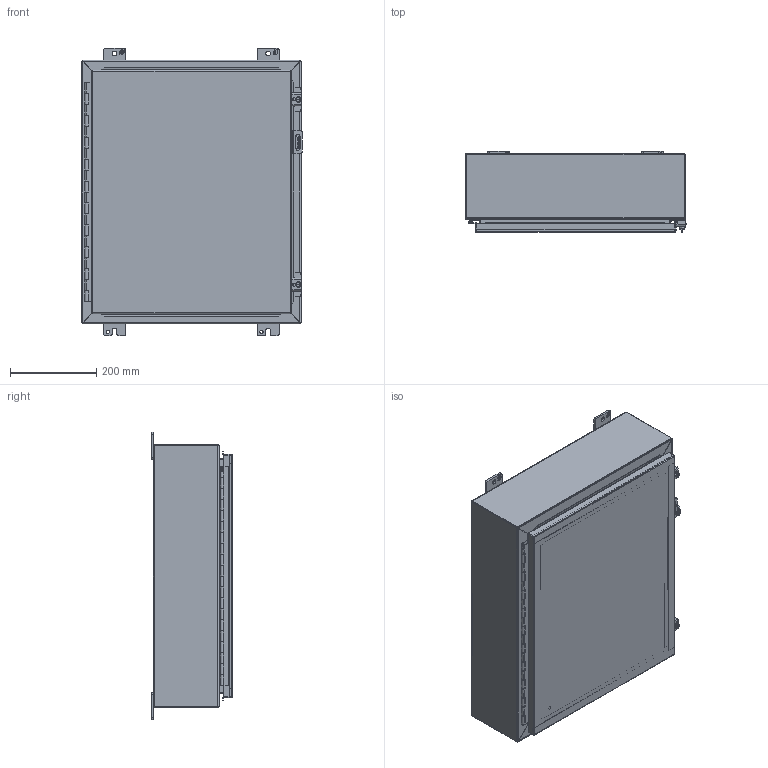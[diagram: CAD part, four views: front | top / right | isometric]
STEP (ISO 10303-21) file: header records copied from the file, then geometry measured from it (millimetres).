
FILE_DESCRIPTION (( 'STEP AP214' ), '1' );
FILE_NAME ('1418E6.STEP', '2019-10-22T12:40:59', ( '' ), ( '' ), 'SwSTEP 2.0', 'SolidWorks 2019', '' );
FILE_SCHEMA (( 'AUTOMOTIVE_DESIGN' ));
Length unit declared in the file: inch
Products named in the file (1): 1418E6
Bounding box: 511.18 x 188.9 x 666.75 mm (x, y, z)
Volume: 7364855.8 mm3; surface area: 2826293.3 mm2
Topology: 37 solids, 37 shells, 949 faces, 2416 edges, 1565 vertices
Faces by surface type: plane 668, cylinder 239, bspline 32, cone 6, sphere 4
Full cylindrical faces by diameter (mm): 3.175 x1, 4.763 x1, 5.41 x2, 6.198 x2, 6.35 x2, 6.731 x2, 7.137 x2, 7.805 x2, 7.937 x4, 8.382 x4, 9.525 x4, 9.906 x2, 11.113 x4, 11.303 x2, 12.7 x6, 16.51 x4, 25.4 x2
Entity records: 41993 total; most frequent: CARTESIAN_POINT 6983, ORIENTED_EDGE 4700, DIRECTION 4519, EDGE_CURVE 2350, VECTOR 1805, LINE 1805, VERTEX_POINT 1565, AXIS2_PLACEMENT_3D 1357
